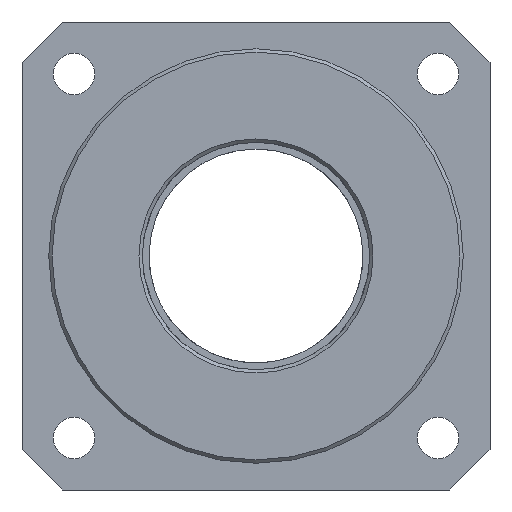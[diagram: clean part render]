
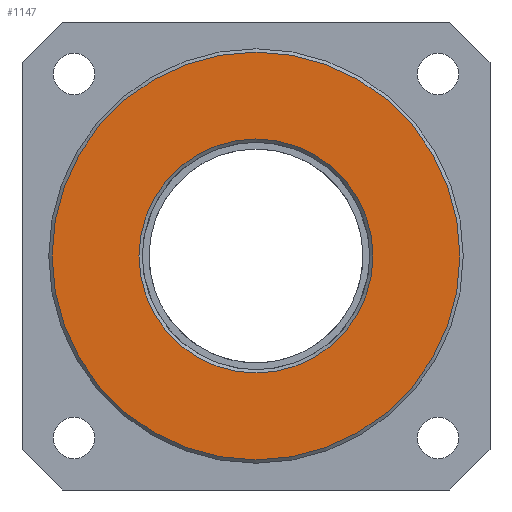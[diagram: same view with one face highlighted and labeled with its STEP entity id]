
A CAD part, left-side view. The second image highlights one B-rep face of the part: STEP entity #1147.
In plain terms, the highlighted planar face has unit normal (-1, 0, 0).
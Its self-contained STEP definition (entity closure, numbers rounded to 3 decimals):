
#210=FACE_BOUND($,#416,.T.);
#309=FACE_OUTER_BOUND($,#415,.T.);
#415=EDGE_LOOP($,(#980));
#416=EDGE_LOOP($,(#981));
#470=CIRCLE($,#1268,30.5);
#471=CIRCLE($,#1270,17.5);
#573=VERTEX_POINT($,#2157);
#574=VERTEX_POINT($,#2160);
#710=EDGE_CURVE($,#573,#573,#470,.T.);
#711=EDGE_CURVE($,#574,#574,#471,.T.);
#980=ORIENTED_EDGE($,*,*,#710,.F.);
#981=ORIENTED_EDGE($,*,*,#711,.F.);
#1017=PLANE($,#1269);
#1147=ADVANCED_FACE($,(#309,#210),#1017,.F.);
#1268=AXIS2_PLACEMENT_3D($,#2158,#1560,#1561);
#1269=AXIS2_PLACEMENT_3D($,#2159,#1562,#1563);
#1270=AXIS2_PLACEMENT_3D($,#2161,#1564,#1565);
#1560=DIRECTION('center_axis',(1.,0.,0.));
#1561=DIRECTION('ref_axis',(0.,0.,
-1.));
#1562=DIRECTION('center_axis',(1.,0.,0.));
#1563=DIRECTION('ref_axis',(0.,0.,-1.));
#1564=DIRECTION('center_axis',(-1.,0.,0.));
#1565=DIRECTION('ref_axis',(0.,0.,
-1.));
#2157=CARTESIAN_POINT('',(-9.3,0.,30.5));
#2158=CARTESIAN_POINT('Origin',(-9.3,0.,
0.));
#2159=CARTESIAN_POINT('Origin',(-9.3,0.,
0.));
#2160=CARTESIAN_POINT('',(-9.3,0.,17.5));
#2161=CARTESIAN_POINT('Origin',(-9.3,0.,
0.));
